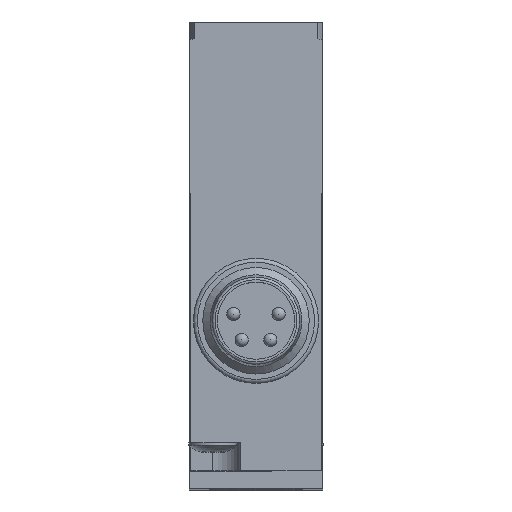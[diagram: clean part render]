
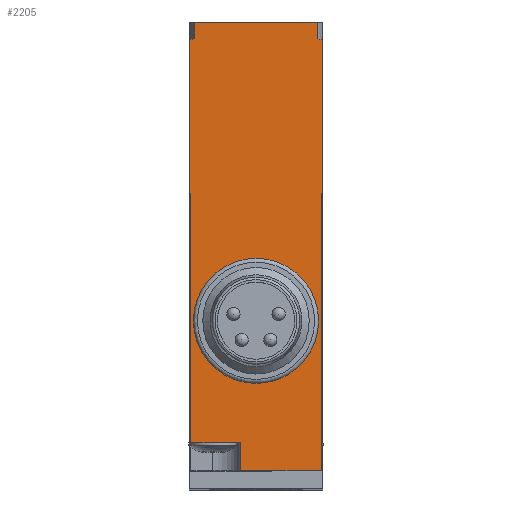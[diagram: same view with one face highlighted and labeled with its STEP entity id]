
A CAD part, top view. The second image highlights one B-rep face of the part: STEP entity #2205.
In plain terms, the highlighted face is planar.
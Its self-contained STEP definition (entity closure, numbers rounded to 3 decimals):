
#93=PLANE('',#2449);
#218=CIRCLE('',#2444,15.);
#220=CIRCLE('',#2446,15.);
#221=CIRCLE('',#2450,4.7);
#544=ORIENTED_EDGE('',*,*,#1049,.F.);
#545=ORIENTED_EDGE('',*,*,#1050,.F.);
#546=ORIENTED_EDGE('',*,*,#995,.F.);
#547=ORIENTED_EDGE('',*,*,#1001,.F.);
#548=ORIENTED_EDGE('',*,*,#1051,.F.);
#549=ORIENTED_EDGE('',*,*,#1045,.T.);
#550=ORIENTED_EDGE('',*,*,#1034,.T.);
#551=ORIENTED_EDGE('',*,*,#1052,.T.);
#552=ORIENTED_EDGE('',*,*,#1024,.F.);
#553=ORIENTED_EDGE('',*,*,#1053,.F.);
#554=ORIENTED_EDGE('',*,*,#1039,.T.);
#555=ORIENTED_EDGE('',*,*,#1043,.T.);
#556=ORIENTED_EDGE('',*,*,#1054,.F.);
#557=ORIENTED_EDGE('',*,*,#1014,.F.);
#558=ORIENTED_EDGE('',*,*,#1055,.F.);
#995=EDGE_CURVE('',#1267,#1268,#1421,.T.);
#1001=EDGE_CURVE('',#1273,#1267,#1426,.T.);
#1014=EDGE_CURVE('',#1284,#1280,#1439,.T.);
#1024=EDGE_CURVE('',#1294,#1291,#1446,.T.);
#1034=EDGE_CURVE('',#1304,#1303,#218,.T.);
#1039=EDGE_CURVE('',#1308,#1307,#220,.T.);
#1043=EDGE_CURVE('',#1307,#1310,#1457,.T.);
#1045=EDGE_CURVE('',#1311,#1304,#1459,.T.);
#1049=EDGE_CURVE('',#1313,#1284,#1463,.T.);
#1050=EDGE_CURVE('',#1268,#1313,#1464,.T.);
#1051=EDGE_CURVE('',#1311,#1273,#1465,.T.);
#1052=EDGE_CURVE('',#1303,#1291,#1466,.T.);
#1053=EDGE_CURVE('',#1308,#1294,#1467,.T.);
#1054=EDGE_CURVE('',#1280,#1310,#1468,.T.);
#1055=EDGE_CURVE('',#1314,#1314,#221,.T.);
#1267=VERTEX_POINT('',#3690);
#1268=VERTEX_POINT('',#3692);
#1273=VERTEX_POINT('',#3704);
#1280=VERTEX_POINT('',#3719);
#1284=VERTEX_POINT('',#3728);
#1291=VERTEX_POINT('',#3746);
#1294=VERTEX_POINT('',#3751);
#1303=VERTEX_POINT('',#3791);
#1304=VERTEX_POINT('',#3793);
#1307=VERTEX_POINT('',#3800);
#1308=VERTEX_POINT('',#3802);
#1310=VERTEX_POINT('',#3808);
#1311=VERTEX_POINT('',#3813);
#1313=VERTEX_POINT('',#3820);
#1314=VERTEX_POINT('',#3827);
#1421=LINE('',#3691,#1554);
#1426=LINE('',#3703,#1559);
#1439=LINE('',#3729,#1572);
#1446=LINE('',#3752,#1579);
#1457=LINE('',#3809,#1590);
#1459=LINE('',#3812,#1592);
#1463=LINE('',#3819,#1596);
#1464=LINE('',#3821,#1597);
#1465=LINE('',#3822,#1598);
#1466=LINE('',#3823,#1599);
#1467=LINE('',#3824,#1600);
#1468=LINE('',#3825,#1601);
#1554=VECTOR('',#2839,1000.);
#1559=VECTOR('',#2848,1000.);
#1572=VECTOR('',#2863,1000.);
#1579=VECTOR('',#2882,1000.);
#1590=VECTOR('',#2913,1000.);
#1592=VECTOR('',#2917,1000.);
#1596=VECTOR('',#2923,1000.);
#1597=VECTOR('',#2924,1000.);
#1598=VECTOR('',#2925,1000.);
#1599=VECTOR('',#2926,1000.);
#1600=VECTOR('',#2927,1000.);
#1601=VECTOR('',#2928,1000.);
#1746=EDGE_LOOP('',(#544,#545,#546,#547,#548,#549,#550,#551,#552,#553,#554,
#555,#556,#557));
#1747=EDGE_LOOP('',(#558));
#1960=FACE_BOUND('',#1746,.T.);
#1961=FACE_BOUND('',#1747,.T.);
#2205=ADVANCED_FACE('',(#1960,#1961),#93,.T.);
#2444=AXIS2_PLACEMENT_3D('',#3792,#2899,#2900);
#2446=AXIS2_PLACEMENT_3D('',#3801,#2906,#2907);
#2449=AXIS2_PLACEMENT_3D('',#3818,#2921,#2922);
#2450=AXIS2_PLACEMENT_3D('',#3826,#2929,#2930);
#2839=DIRECTION('',(0.,0.,1.));
#2848=DIRECTION('',(0.,-1.,0.));
#2863=DIRECTION('',(0.,1.,0.));
#2882=DIRECTION('',(0.,0.,-1.));
#2899=DIRECTION('',(1.,0.,0.));
#2900=DIRECTION('',(0.,0.,-1.));
#2906=DIRECTION('',(1.,0.,0.));
#2907=DIRECTION('',(0.,0.,-1.));
#2913=DIRECTION('',(0.,-1.,0.));
#2917=DIRECTION('',(0.,1.,0.));
#2921=DIRECTION('',(1.,0.,0.));
#2922=DIRECTION('',(0.,0.,-1.));
#2923=DIRECTION('',(0.,0.,1.));
#2924=DIRECTION('',(0.,1.,0.));
#2925=DIRECTION('',(0.,0.,1.));
#2926=DIRECTION('',(0.,1.,0.));
#2927=DIRECTION('',(0.,1.,0.));
#2928=DIRECTION('',(0.,0.,1.));
#2929=DIRECTION('',(1.,0.,0.));
#2930=DIRECTION('',(0.,0.,-1.));
#3690=CARTESIAN_POINT('',(28.5,1.3,-4.9));
#3691=CARTESIAN_POINT('',(28.5,1.3,-4.9));
#3692=CARTESIAN_POINT('',(28.5,1.3,1.15));
#3703=CARTESIAN_POINT('',(28.5,22.1,-4.9));
#3704=CARTESIAN_POINT('',(28.5,22.1,-4.9));
#3719=CARTESIAN_POINT('',(28.5,22.1,4.9));
#3728=CARTESIAN_POINT('',(28.5,3.4,4.9));
#3729=CARTESIAN_POINT('',(28.5,1.3,4.9));
#3746=CARTESIAN_POINT('',(28.5,35.,-4.65));
#3751=CARTESIAN_POINT('',(28.5,35.,4.65));
#3752=CARTESIAN_POINT('',(28.5,35.,4.65));
#3791=CARTESIAN_POINT('',(28.5,33.761,-4.65));
#3792=CARTESIAN_POINT('',(28.5,19.5,0.));
#3793=CARTESIAN_POINT('',(28.5,33.642,-5.));
#3800=CARTESIAN_POINT('',(28.5,33.642,5.));
#3801=CARTESIAN_POINT('',(28.5,19.5,0.));
#3802=CARTESIAN_POINT('',(28.5,33.761,4.65));
#3808=CARTESIAN_POINT('',(28.5,22.1,5.));
#3809=CARTESIAN_POINT('',(28.5,33.642,5.));
#3812=CARTESIAN_POINT('',(28.5,0.,-5.));
#3813=CARTESIAN_POINT('',(28.5,22.1,-5.));
#3818=CARTESIAN_POINT('',(28.5,19.5,0.));
#3819=CARTESIAN_POINT('',(28.5,3.4,0.));
#3820=CARTESIAN_POINT('',(28.5,3.4,1.15));
#3821=CARTESIAN_POINT('',(28.5,1.3,1.15));
#3822=CARTESIAN_POINT('',(28.5,22.1,0.));
#3823=CARTESIAN_POINT('',(28.5,30.,-4.65));
#3824=CARTESIAN_POINT('',(28.5,30.,4.65));
#3825=CARTESIAN_POINT('',(28.5,22.1,4.9));
#3826=CARTESIAN_POINT('',(28.5,12.55,0.));
#3827=CARTESIAN_POINT('',(28.5,12.55,-4.7));
